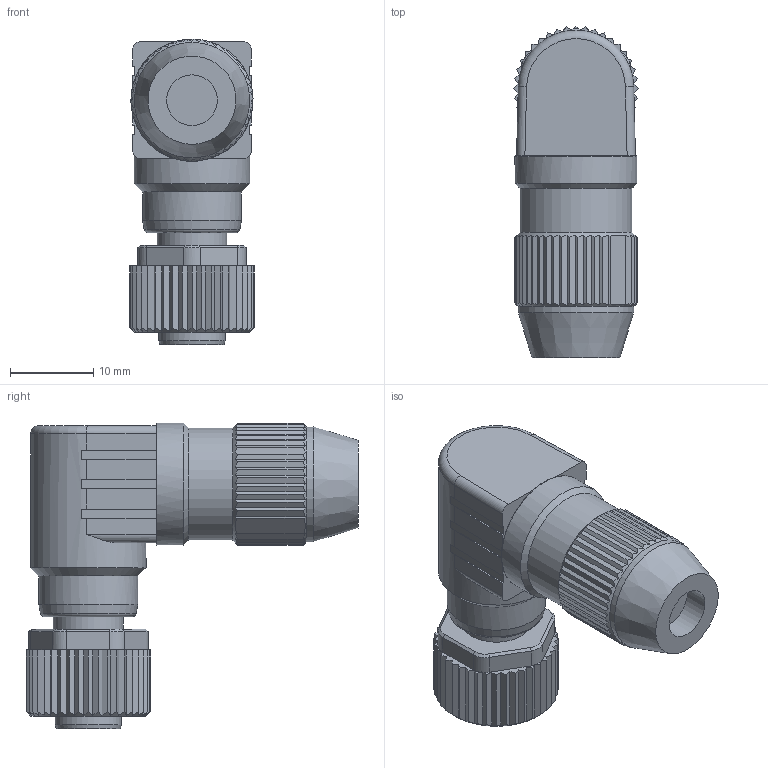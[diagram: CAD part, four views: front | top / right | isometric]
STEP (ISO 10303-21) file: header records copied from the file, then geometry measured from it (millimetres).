
FILE_DESCRIPTION(/* description */ (''),/* implementation_level */ '2;1');
FILE_NAME(/* name */ 'WWAKC4S.stp',/* time_stamp */ '2016-12-09T09:42:09+01:00',/* author */ (''),/* organization */ (''),/* preprocessor_version */ 'ST-DEVELOPER v16',/* originating_system */ 'SIEMENS PLM Software NX 10.0',/* authorisation */ '');
FILE_SCHEMA (('AUTOMOTIVE_DESIGN { 1 0 10303 214 3 1 1 1 }'));
Length unit declared in the file: millimetre
Products named in the file (1): 100185770ugm000_a
Bounding box: 15 x 39.95 x 36.8 mm (x, y, z)
Volume: 8685.7 mm3; surface area: 4102.8 mm2
Topology: 1 solids, 1 shells, 296 faces, 797 edges, 513 vertices
Faces by surface type: plane 249, cylinder 24, cone 19, torus 4
Full cylindrical faces by diameter (mm): 1.2 x4, 6.1 x1, 8.4 x1, 11.9 x1, 12 x1, 13.5 x1, 13.9 x2, 14.7 x1
Entity records: 8764 total; most frequent: CARTESIAN_POINT 2096, ORIENTED_EDGE 1526, DIRECTION 1222, EDGE_CURVE 763, VERTEX_POINT 506, AXIS2_PLACEMENT_3D 412, LINE 398, VECTOR 398
